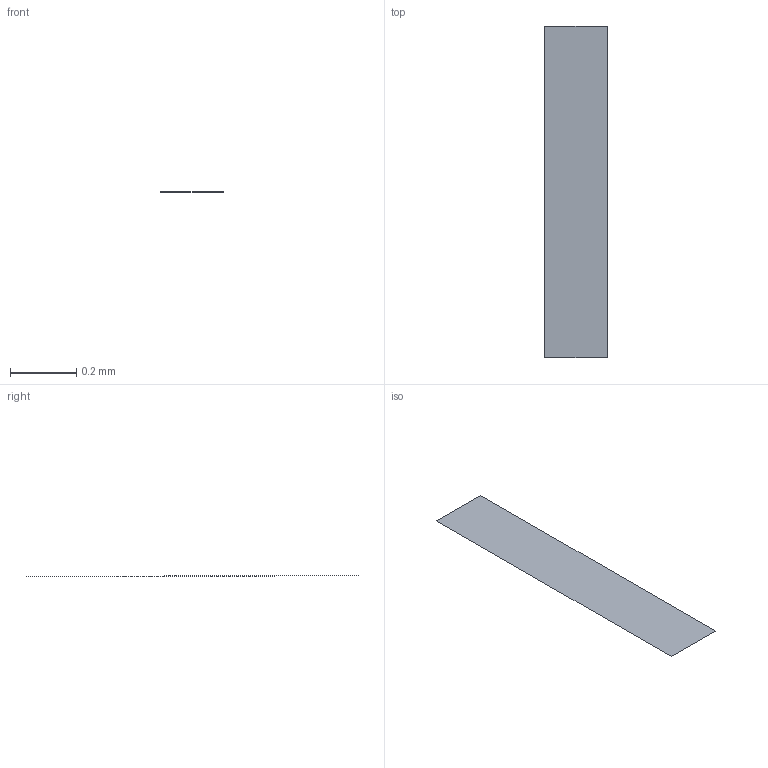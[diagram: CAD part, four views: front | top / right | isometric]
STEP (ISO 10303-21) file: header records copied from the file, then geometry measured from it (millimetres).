
FILE_DESCRIPTION((''),'2;1');
FILE_NAME('10SS7013.stp','2015-07-14T10:19:55',(''),(''),'Mechanical Desktop 2011','Mechanical Desktop 2011',', , ');
FILE_SCHEMA(('CONFIG_CONTROL_DESIGN'));
Length unit declared in the file: millimetre
Products named in the file (1): Product
Bounding box: 0.19 x 1 x 0 mm (x, y, z)
Surface area: 0.2 mm2 (no closed solid volume)
Topology: 0 solids, 0 shells, 1 faces, 4 edges, 4 vertices
Faces by surface type: bspline 1
Entity records: 141 total; most frequent: CARTESIAN_POINT 21, PERSON 8, ORGANIZATION 8, PERSON_AND_ORGANIZATION 8, QUASI_UNIFORM_CURVE 8, PERSON_AND_ORGANIZATION_ROLE 5, CC_DESIGN_PERSON_AND_ORGANIZATION_ASSIGNMENT 5, COORDINATED_UNIVERSAL_TIME_OFFSET 5
